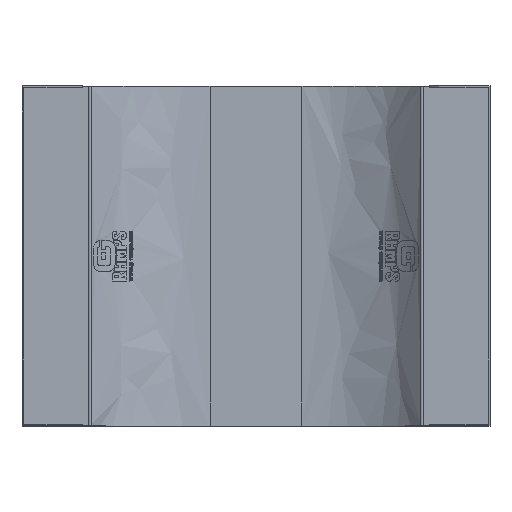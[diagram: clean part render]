
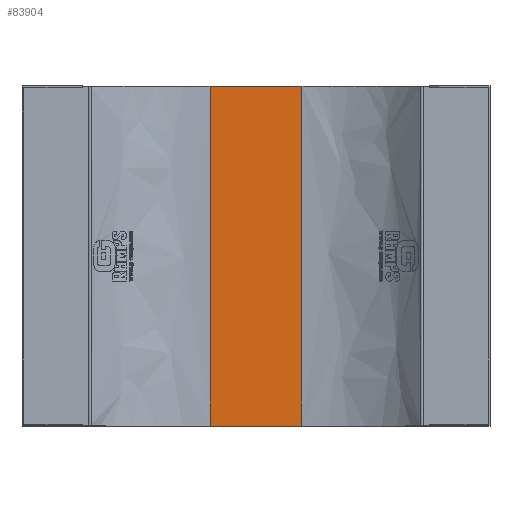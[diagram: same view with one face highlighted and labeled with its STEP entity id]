
A CAD part, top view. The second image highlights one B-rep face of the part: STEP entity #83904.
In plain terms, the highlighted planar face has unit normal (0, 0, 1).
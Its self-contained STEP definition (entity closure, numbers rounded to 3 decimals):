
#9402=PLANE('',#91160);
#13666=FACE_OUTER_BOUND('',#18306,.T.);
#18306=EDGE_LOOP('',(#75581,#75582,#75583,#75584));
#26053=LINE('',#145953,#33719);
#26057=LINE('',#145965,#33723);
#26058=LINE('',#145967,#33724);
#26059=LINE('',#145968,#33725);
#33719=VECTOR('',#112568,0.039);
#33723=VECTOR('',#112578,0.039);
#33724=VECTOR('',#112579,0.039);
#33725=VECTOR('',#112580,0.039);
#41911=VERTEX_POINT('',#145950);
#41912=VERTEX_POINT('',#145952);
#41917=VERTEX_POINT('',#145964);
#41918=VERTEX_POINT('',#145966);
#54193=EDGE_CURVE('',#41912,#41911,#26053,.T.);
#54199=EDGE_CURVE('',#41917,#41911,#26057,.T.);
#54200=EDGE_CURVE('',#41918,#41917,#26058,.T.);
#54201=EDGE_CURVE('',#41912,#41918,#26059,.T.);
#75581=ORIENTED_EDGE('',*,*,#54199,.F.);
#75582=ORIENTED_EDGE('',*,*,#54200,.F.);
#75583=ORIENTED_EDGE('',*,*,#54201,.F.);
#75584=ORIENTED_EDGE('',*,*,#54193,.T.);
#83904=ADVANCED_FACE('',(#13666),#9402,.T.);
#91160=AXIS2_PLACEMENT_3D('',#145963,#112576,#112577);
#112568=DIRECTION('',(-1.,0.,0.));
#112576=DIRECTION('center_axis',(0.,0.,1.));
#112577=DIRECTION('ref_axis',(1.,0.,0.));
#112578=DIRECTION('',(0.,1.,0.));
#112579=DIRECTION('',(-1.,0.,0.));
#112580=DIRECTION('',(0.,-1.,0.));
#145950=CARTESIAN_POINT('',(163.304,295.276,3.937));
#145952=CARTESIAN_POINT('',(243.197,295.276,3.937));
#145953=CARTESIAN_POINT('',(212.109,295.276,3.937));
#145963=CARTESIAN_POINT('Origin',(220.967,0.,
3.937));
#145964=CARTESIAN_POINT('',(163.304,0.,3.937));
#145965=CARTESIAN_POINT('',(163.304,103.346,3.937));
#145966=CARTESIAN_POINT('',(243.197,0.,3.937));
#145967=CARTESIAN_POINT('',(212.109,0.,3.937));
#145968=CARTESIAN_POINT('',(243.197,132.874,3.937));
